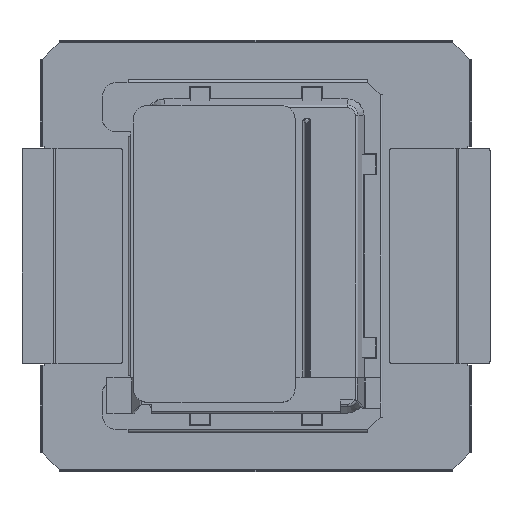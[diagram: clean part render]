
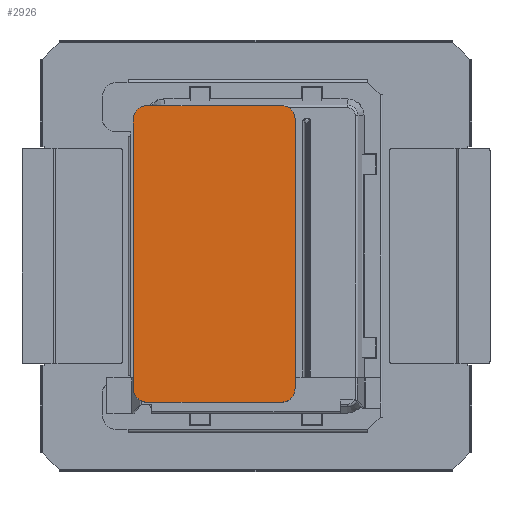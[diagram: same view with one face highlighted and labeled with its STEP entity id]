
A CAD part, top view. The second image highlights one B-rep face of the part: STEP entity #2926.
In plain terms, the highlighted planar face has unit normal (0, 0, 1).
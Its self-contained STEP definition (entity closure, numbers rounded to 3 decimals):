
#19 = CARTESIAN_POINT ( 'NONE',  ( -101.4, -81., 102. ) ) ;
#50 = CARTESIAN_POINT ( 'NONE',  ( 98.6, 29., 102. ) ) ;
#55 = AXIS2_PLACEMENT_3D ( 'NONE', #15820, #18223, #23528 ) ;
#529 = CARTESIAN_POINT ( 'NONE',  ( 108.6, -31., 102. ) ) ;
#731 = DIRECTION ( 'NONE',  ( 0., 0., -1. ) ) ;
#771 = ORIENTED_EDGE ( 'NONE', *, *, #16416, .F. ) ;
#1060 = DIRECTION ( 'NONE',  ( -1., 0., 0. ) ) ;
#1347 = ORIENTED_EDGE ( 'NONE', *, *, #9101, .T. ) ;
#2926 = ADVANCED_FACE ( 'NONE', ( #22330 ), #7037, .T. ) ;
#3143 = VERTEX_POINT ( 'NONE', #17630 ) ;
#4346 = EDGE_CURVE ( 'NONE', #13011, #3143, #20758, .T. ) ;
#4793 = CARTESIAN_POINT ( 'NONE',  ( -101.4, 19., 102. ) ) ;
#4911 = CARTESIAN_POINT ( 'NONE',  ( -111.4, 19., 102. ) ) ;
#5154 = DIRECTION ( 'NONE',  ( 0., 0., 1. ) ) ;
#5202 = CARTESIAN_POINT ( 'NONE',  ( 98.6, -91., 102. ) ) ;
#5432 = AXIS2_PLACEMENT_3D ( 'NONE', #10914, #14714, #1060 ) ;
#5447 = AXIS2_PLACEMENT_3D ( 'NONE', #24604, #5154, #11201 ) ;
#5735 = DIRECTION ( 'NONE',  ( -1., 0., 0. ) ) ;
#6202 = EDGE_CURVE ( 'NONE', #14887, #13486, #17851, .T. ) ;
#7037 = PLANE ( 'NONE',  #5447 ) ;
#7193 = AXIS2_PLACEMENT_3D ( 'NONE', #4793, #731, #21720 ) ;
#7642 = DIRECTION ( 'NONE',  ( 0., -1., 0. ) ) ;
#7758 = CARTESIAN_POINT ( 'NONE',  ( -101.4, -91., 102. ) ) ;
#7866 = VERTEX_POINT ( 'NONE', #5202 ) ;
#9101 = EDGE_CURVE ( 'NONE', #13011, #7866, #16803, .T. ) ;
#9778 = CARTESIAN_POINT ( 'NONE',  ( -111.4, -31., 102. ) ) ;
#10914 = CARTESIAN_POINT ( 'NONE',  ( 98.6, 19., 102. ) ) ;
#10977 = CIRCLE ( 'NONE', #55, 10. ) ;
#11201 = DIRECTION ( 'NONE',  ( 0., -1., 0. ) ) ;
#12136 = DIRECTION ( 'NONE',  ( -1., 0., 0. ) ) ;
#12625 = CARTESIAN_POINT ( 'NONE',  ( -1.4, -91., 102. ) ) ;
#12716 = VECTOR ( 'NONE', #12886, 1000. ) ;
#12874 = ORIENTED_EDGE ( 'NONE', *, *, #4346, .F. ) ;
#12886 = DIRECTION ( 'NONE',  ( 1., 0., 0. ) ) ;
#12948 = VECTOR ( 'NONE', #15965, 1000. ) ;
#12982 = CARTESIAN_POINT ( 'NONE',  ( -101.4, 29., 102. ) ) ;
#13011 = VERTEX_POINT ( 'NONE', #7758 ) ;
#13486 = VERTEX_POINT ( 'NONE', #17709 ) ;
#13758 = EDGE_CURVE ( 'NONE', #20192, #24586, #18090, .T. ) ;
#14544 = CARTESIAN_POINT ( 'NONE',  ( -1.4, 29., 102. ) ) ;
#14714 = DIRECTION ( 'NONE',  ( 0., 0., -1. ) ) ;
#14819 = EDGE_CURVE ( 'NONE', #20192, #3143, #19023, .T. ) ;
#14887 = VERTEX_POINT ( 'NONE', #15237 ) ;
#14992 = EDGE_CURVE ( 'NONE', #17254, #13486, #24754, .T. ) ;
#15237 = CARTESIAN_POINT ( 'NONE',  ( 108.6, -81., 102. ) ) ;
#15511 = AXIS2_PLACEMENT_3D ( 'NONE', #19, #24960, #5735 ) ;
#15820 = CARTESIAN_POINT ( 'NONE',  ( 98.6, -81., 102. ) ) ;
#15965 = DIRECTION ( 'NONE',  ( 0., 1., 0. ) ) ;
#16416 = EDGE_CURVE ( 'NONE', #14887, #7866, #10977, .T. ) ;
#16803 = LINE ( 'NONE', #12625, #12716 ) ;
#17254 = VERTEX_POINT ( 'NONE', #50 ) ;
#17527 = VECTOR ( 'NONE', #7642, 1000. ) ;
#17630 = CARTESIAN_POINT ( 'NONE',  ( -111.4, -81., 102. ) ) ;
#17709 = CARTESIAN_POINT ( 'NONE',  ( 108.6, 19., 102. ) ) ;
#17851 = LINE ( 'NONE', #529, #12948 ) ;
#18090 = CIRCLE ( 'NONE', #7193, 10. ) ;
#18223 = DIRECTION ( 'NONE',  ( 0., 0., -1. ) ) ;
#18341 = EDGE_LOOP ( 'NONE', ( #21617, #22714, #24037, #20252, #12874, #1347, #771, #23310 ) ) ;
#19023 = LINE ( 'NONE', #9778, #17527 ) ;
#19450 = EDGE_CURVE ( 'NONE', #17254, #24586, #24935, .T. ) ;
#20192 = VERTEX_POINT ( 'NONE', #4911 ) ;
#20252 = ORIENTED_EDGE ( 'NONE', *, *, #14819, .T. ) ;
#20758 = CIRCLE ( 'NONE', #15511, 10. ) ;
#21617 = ORIENTED_EDGE ( 'NONE', *, *, #14992, .F. ) ;
#21720 = DIRECTION ( 'NONE',  ( -1., 0., 0. ) ) ;
#22330 = FACE_OUTER_BOUND ( 'NONE', #18341, .T. ) ;
#22714 = ORIENTED_EDGE ( 'NONE', *, *, #19450, .T. ) ;
#22758 = VECTOR ( 'NONE', #12136, 1000. ) ;
#23310 = ORIENTED_EDGE ( 'NONE', *, *, #6202, .T. ) ;
#23528 = DIRECTION ( 'NONE',  ( -1., 0., 0. ) ) ;
#24037 = ORIENTED_EDGE ( 'NONE', *, *, #13758, .F. ) ;
#24586 = VERTEX_POINT ( 'NONE', #12982 ) ;
#24604 = CARTESIAN_POINT ( 'NONE',  ( -1.4, -31., 102. ) ) ;
#24754 = CIRCLE ( 'NONE', #5432, 10. ) ;
#24935 = LINE ( 'NONE', #14544, #22758 ) ;
#24960 = DIRECTION ( 'NONE',  ( 0., 0., -1. ) ) ;
